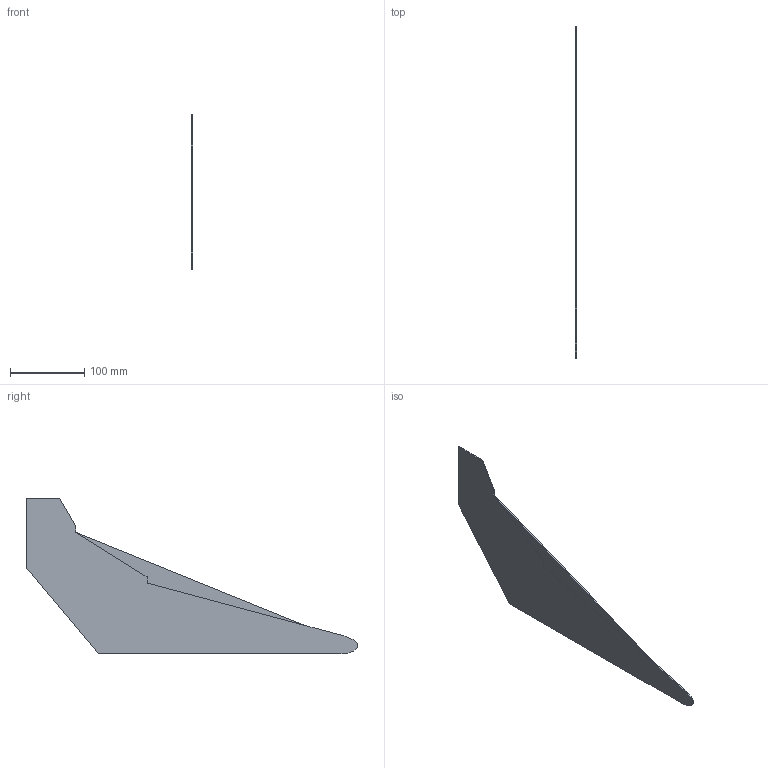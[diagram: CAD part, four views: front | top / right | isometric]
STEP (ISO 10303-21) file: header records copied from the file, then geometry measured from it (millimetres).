
FILE_DESCRIPTION(('FreeCAD Model'),'2;1');
FILE_NAME('SeitenteilAußen.step','2020-01-04T11:41:31',('Author'),(''), 'Open CASCADE STEP processor 7.3','FreeCAD','Unknown');
FILE_SCHEMA(('AUTOMOTIVE_DESIGN { 1 0 10303 214 1 1 1 1 }'));
Length unit declared in the file: millimetre
Products named in the file (1): SeitenteilAussen
Bounding box: 1.5 x 446.66 x 210 mm (x, y, z)
Volume: 61740.4 mm3; surface area: 83982.4 mm2
Topology: 1 solids, 1 shells, 13 faces, 35 edges, 24 vertices
Faces by surface type: plane 12, extrusion 1
Entity records: 888 total; most frequent: CARTESIAN_POINT 158, DIRECTION 128, VECTOR 102, LINE 101, ORIENTED_EDGE 70, PCURVE 70, DEFINITIONAL_REPRESENTATION 70, EDGE_CURVE 35
